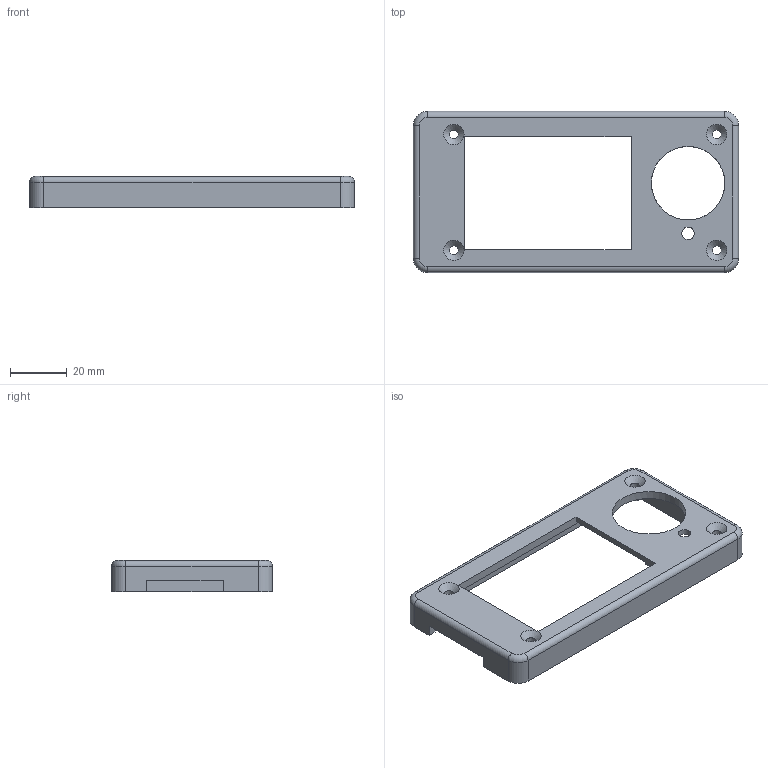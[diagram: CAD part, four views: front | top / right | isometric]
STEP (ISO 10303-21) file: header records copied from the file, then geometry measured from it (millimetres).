
FILE_DESCRIPTION(('FreeCAD Model'),'2;1');
FILE_NAME('Open CASCADE Shape Model','2022-02-15T20:40:38',('Author'),( ''),'Open CASCADE STEP processor 7.5','FreeCAD','Unknown');
FILE_SCHEMA(('AUTOMOTIVE_DESIGN { 1 0 10303 214 1 1 1 1 }'));
Length unit declared in the file: millimetre
Products named in the file (1): NEW.fysect.lid
Bounding box: 115 x 57 x 11 mm (x, y, z)
Volume: 18170 mm3; surface area: 14119.2 mm2
Topology: 1 solids, 1 shells, 70 faces, 189 edges, 120 vertices
Faces by surface type: plane 42, cylinder 20, torus 4, cone 4
Full cylindrical faces by diameter (mm): 3.2 x4, 4.4 x1, 26 x1
Entity records: 4654 total; most frequent: CARTESIAN_POINT 898, DIRECTION 679, LINE 415, VECTOR 415, ORIENTED_EDGE 378, PCURVE 378, DEFINITIONAL_REPRESENTATION 378, EDGE_CURVE 189
